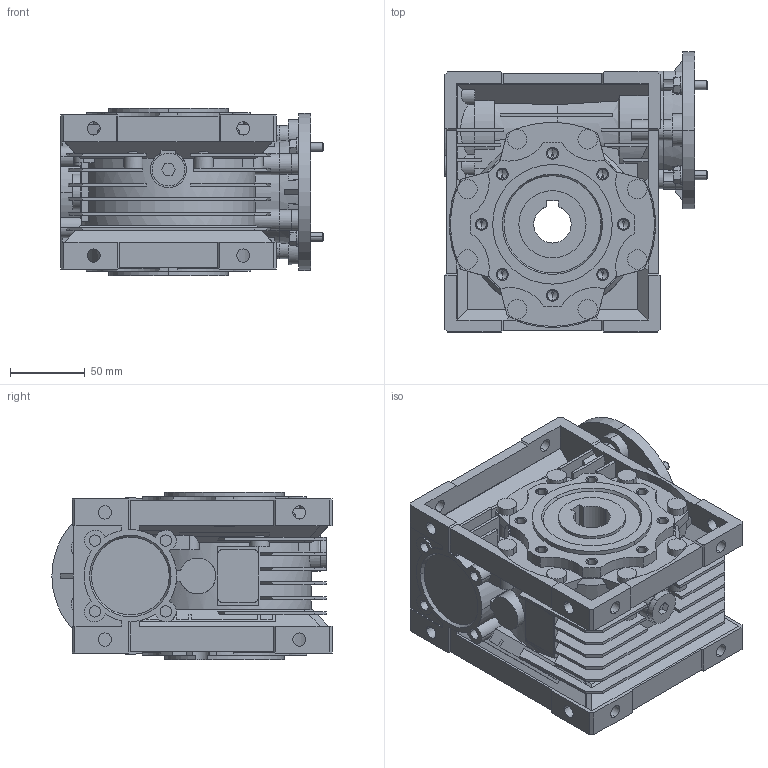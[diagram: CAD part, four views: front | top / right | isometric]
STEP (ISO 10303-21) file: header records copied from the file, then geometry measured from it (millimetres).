
FILE_DESCRIPTION (( 'STEP AP203' ), '1' );
FILE_NAME ('WGA-63M-080-71B14.step', '2024-12-18T19:33:22', ( '' ), ( '' ), 'SwSTEP 2.0', 'SolidWorks 2024', '' );
FILE_SCHEMA (( 'CONFIG_CONTROL_DESIGN' ));
Length unit declared in the file: millimetre
Products named in the file (1): WGA-63M-080-71B14
Bounding box: 175.5 x 187.5 x 112 mm (x, y, z)
Volume: 1816615.8 mm3; surface area: 341752.4 mm2
Topology: 16 solids, 18 shells, 1428 faces, 3917 edges, 2536 vertices
Faces by surface type: plane 836, cylinder 417, cone 163, torus 12
Entity records: 46117 total; most frequent: CARTESIAN_POINT 9578, ORIENTED_EDGE 7766, DIRECTION 7569, EDGE_CURVE 3883, AXIS2_PLACEMENT_3D 2613, VERTEX_POINT 2536, VECTOR 2343, LINE 2343
